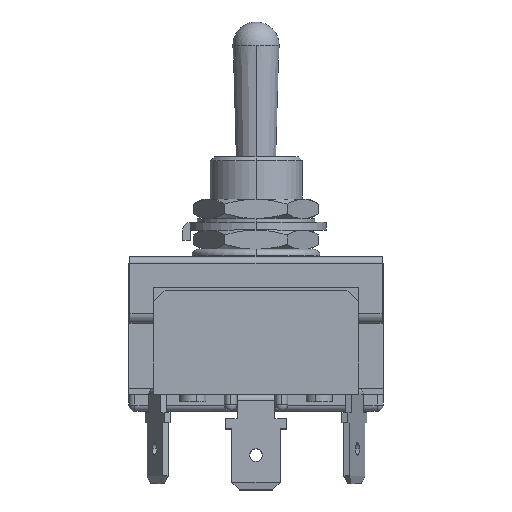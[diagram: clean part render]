
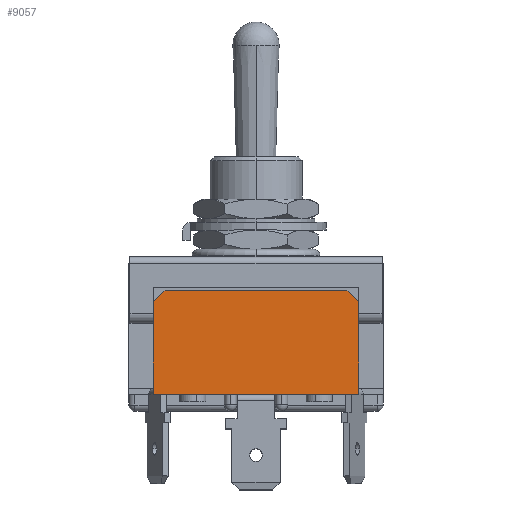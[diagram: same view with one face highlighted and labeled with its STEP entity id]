
A CAD part, top view. The second image highlights one B-rep face of the part: STEP entity #9057.
In plain terms, the highlighted planar face has unit normal (0, 0, 1).
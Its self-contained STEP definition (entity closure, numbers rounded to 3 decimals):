
#93 = LINE ( 'NONE', #5304, #9021 ) ;
#95 = LINE ( 'NONE', #2453, #9286 ) ;
#544 = DIRECTION ( 'NONE',  ( -1., 0., 0. ) ) ;
#555 = ORIENTED_EDGE ( 'NONE', *, *, #5521, .T. ) ;
#584 = ORIENTED_EDGE ( 'NONE', *, *, #7977, .T. ) ;
#724 = VERTEX_POINT ( 'NONE', #4487 ) ;
#811 = DIRECTION ( 'NONE',  ( -1., 0., 0. ) ) ;
#1185 = CARTESIAN_POINT ( 'NONE',  ( -13.3, -17., 9.6 ) ) ;
#1446 = VECTOR ( 'NONE', #811, 1000. ) ;
#1551 = CARTESIAN_POINT ( 'NONE',  ( -13.3, -3.5, 9.6 ) ) ;
#1798 = ORIENTED_EDGE ( 'NONE', *, *, #6953, .T. ) ;
#2245 = CARTESIAN_POINT ( 'NONE',  ( -13.3, -3.5, 9.6 ) ) ;
#2434 = VERTEX_POINT ( 'NONE', #3790 ) ;
#2453 = CARTESIAN_POINT ( 'NONE',  ( -13.3, -5., 9.6 ) ) ;
#2626 = EDGE_CURVE ( 'NONE', #4811, #5092, #95, .T. ) ;
#3476 = DIRECTION ( 'NONE',  ( 0., 1., 0. ) ) ;
#3657 = VECTOR ( 'NONE', #7768, 1000. ) ;
#3790 = CARTESIAN_POINT ( 'NONE',  ( 13.3, -5., 9.6 ) ) ;
#4043 = VERTEX_POINT ( 'NONE', #9330 ) ;
#4142 = CARTESIAN_POINT ( 'NONE',  ( -13.3, -5., 9.6 ) ) ;
#4487 = CARTESIAN_POINT ( 'NONE',  ( 11.8, -3.5, 9.6 ) ) ;
#4567 = CARTESIAN_POINT ( 'NONE',  ( -13.3, -17., 9.6 ) ) ;
#4811 = VERTEX_POINT ( 'NONE', #6931 ) ;
#4906 = VECTOR ( 'NONE', #3476, 1000. ) ;
#5092 = VERTEX_POINT ( 'NONE', #4142 ) ;
#5174 = EDGE_CURVE ( 'NONE', #6809, #2434, #9867, .T. ) ;
#5304 = CARTESIAN_POINT ( 'NONE',  ( 11.8, -3.5, 9.6 ) ) ;
#5521 = EDGE_CURVE ( 'NONE', #2434, #724, #93, .T. ) ;
#5555 = PLANE ( 'NONE',  #7900 ) ;
#5788 = ORIENTED_EDGE ( 'NONE', *, *, #2626, .T. ) ;
#5833 = VECTOR ( 'NONE', #6177, 1000. ) ;
#5931 = FACE_OUTER_BOUND ( 'NONE', #6423, .T. ) ;
#6177 = DIRECTION ( 'NONE',  ( 0., -1., 0. ) ) ;
#6423 = EDGE_LOOP ( 'NONE', ( #10159, #555, #584, #5788, #8126, #1798 ) ) ;
#6809 = VERTEX_POINT ( 'NONE', #9478 ) ;
#6931 = CARTESIAN_POINT ( 'NONE',  ( -11.8, -3.5, 9.6 ) ) ;
#6953 = EDGE_CURVE ( 'NONE', #4043, #6809, #8134, .T. ) ;
#6970 = LINE ( 'NONE', #1551, #1446 ) ;
#7481 = CARTESIAN_POINT ( 'NONE',  ( 13.3, -17., 9.6 ) ) ;
#7768 = DIRECTION ( 'NONE',  ( 1., 0., 0. ) ) ;
#7900 = AXIS2_PLACEMENT_3D ( 'NONE', #2245, #9601, #544 ) ;
#7977 = EDGE_CURVE ( 'NONE', #724, #4811, #6970, .T. ) ;
#8126 = ORIENTED_EDGE ( 'NONE', *, *, #8361, .T. ) ;
#8134 = LINE ( 'NONE', #4567, #3657 ) ;
#8361 = EDGE_CURVE ( 'NONE', #5092, #4043, #10401, .T. ) ;
#8598 = DIRECTION ( 'NONE',  ( -0.707, 0.707, 0. ) ) ;
#9021 = VECTOR ( 'NONE', #8598, 1000. ) ;
#9057 = ADVANCED_FACE ( 'NONE', ( #5931 ), #5555, .F. ) ;
#9286 = VECTOR ( 'NONE', #9842, 1000. ) ;
#9330 = CARTESIAN_POINT ( 'NONE',  ( -13.3, -17., 9.6 ) ) ;
#9478 = CARTESIAN_POINT ( 'NONE',  ( 13.3, -17., 9.6 ) ) ;
#9601 = DIRECTION ( 'NONE',  ( 0., 0., -1. ) ) ;
#9842 = DIRECTION ( 'NONE',  ( -0.707, -0.707, 0. ) ) ;
#9867 = LINE ( 'NONE', #7481, #4906 ) ;
#10159 = ORIENTED_EDGE ( 'NONE', *, *, #5174, .T. ) ;
#10401 = LINE ( 'NONE', #1185, #5833 ) ;
